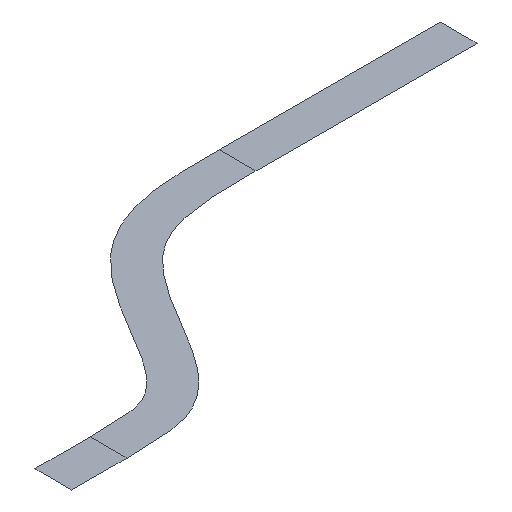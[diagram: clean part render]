
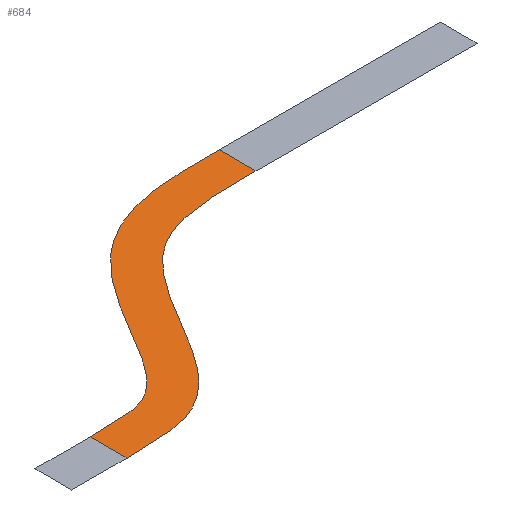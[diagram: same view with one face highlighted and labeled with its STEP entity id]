
A CAD part, isometric view. The second image highlights one B-rep face of the part: STEP entity #684.
In plain terms, the highlighted planar face has unit normal (0, 0, 1).
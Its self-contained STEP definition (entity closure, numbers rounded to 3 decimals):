
#684 = ADVANCED_FACE('',(#685),#721,.T.);
#685 = FACE_BOUND('',#686,.T.);
#686 = EDGE_LOOP('',(#687,#754,#770,#830));
#687 = ORIENTED_EDGE('',*,*,#688,.F.);
#688 = EDGE_CURVE('',#689,#691,#693,.T.);
#689 = VERTEX_POINT('',#690);
#690 = CARTESIAN_POINT('',(1.5,0.5,0.));
#691 = VERTEX_POINT('',#692);
#692 = CARTESIAN_POINT('',(10.,5.5,0.));
#693 = SURFACE_CURVE('',#694,(#720),.PCURVE_S1.);
#694 = B_SPLINE_CURVE_WITH_KNOTS('',6,(#695,#696,#697,#698,#699,#700,
    #701,#702,#703,#704,#705,#706,#707,#708,#709,#710,#711,#712,#713,
    #714,#715,#716,#717,#718,#719),.UNSPECIFIED.,.F.,.F.,(7,6,6,6,7),(0.
    ,0.25,0.5,0.75,1.),.PIECEWISE_BEZIER_KNOTS.);
#695 = CARTESIAN_POINT('',(1.5,0.5,0.));
#696 = CARTESIAN_POINT('',(1.875,0.5,0.));
#697 = CARTESIAN_POINT('',(2.211,0.5,0.));
#698 = CARTESIAN_POINT('',(2.506,0.506,0.));
#699 = CARTESIAN_POINT('',(2.746,0.546,0.));
#700 = CARTESIAN_POINT('',(2.943,0.603,0.));
#701 = CARTESIAN_POINT('',(3.133,0.699,0.));
#702 = CARTESIAN_POINT('',(3.322,0.796,0.));
#703 = CARTESIAN_POINT('',(3.501,0.931,0.));
#704 = CARTESIAN_POINT('',(3.701,1.128,0.));
#705 = CARTESIAN_POINT('',(3.908,1.409,0.));
#706 = CARTESIAN_POINT('',(4.123,1.749,0.));
#707 = CARTESIAN_POINT('',(4.353,2.132,0.));
#708 = CARTESIAN_POINT('',(4.582,2.515,0.));
#709 = CARTESIAN_POINT('',(4.828,2.942,0.));
#710 = CARTESIAN_POINT('',(5.093,3.39,0.));
#711 = CARTESIAN_POINT('',(5.392,3.835,0.));
#712 = CARTESIAN_POINT('',(5.747,4.252,0.));
#713 = CARTESIAN_POINT('',(6.18,4.606,0.));
#714 = CARTESIAN_POINT('',(6.613,4.959,0.));
#715 = CARTESIAN_POINT('',(7.12,5.252,0.));
#716 = CARTESIAN_POINT('',(7.73,5.435,0.));
#717 = CARTESIAN_POINT('',(8.378,5.497,0.));
#718 = CARTESIAN_POINT('',(9.125,5.501,0.));
#719 = CARTESIAN_POINT('',(10.,5.5,0.));
#720 = PCURVE('',#721,#726);
#721 = PLANE('',#722);
#722 = AXIS2_PLACEMENT_3D('',#723,#724,#725);
#723 = CARTESIAN_POINT('',(5.054,2.226,0.));
#724 = DIRECTION('',(0.,-0.,1.));
#725 = DIRECTION('',(0.655,-0.756,-0.));
#726 = DEFINITIONAL_REPRESENTATION('',(#727),#753);
#727 = B_SPLINE_CURVE_WITH_KNOTS('',6,(#728,#729,#730,#731,#732,#733,
    #734,#735,#736,#737,#738,#739,#740,#741,#742,#743,#744,#745,#746,
    #747,#748,#749,#750,#751,#752),.UNSPECIFIED.,.F.,.F.,(7,6,6,6,7),(0.
    ,0.25,0.5,0.75,1.),.PIECEWISE_BEZIER_KNOTS.);
#728 = CARTESIAN_POINT('',(-1.023,-3.817));
#729 = CARTESIAN_POINT('',(-0.777,-3.533));
#730 = CARTESIAN_POINT('',(-0.557,-3.279));
#731 = CARTESIAN_POINT('',(-0.368,-3.052));
#732 = CARTESIAN_POINT('',(-0.242,-2.845));
#733 = CARTESIAN_POINT('',(-0.155,-2.659));
#734 = CARTESIAN_POINT('',(-0.104,-2.452));
#735 = CARTESIAN_POINT('',(-0.053,-2.246));
#736 = CARTESIAN_POINT('',(-0.038,-2.022));
#737 = CARTESIAN_POINT('',(-0.056,-1.742));
#738 = CARTESIAN_POINT('',(-0.134,-1.402));
#739 = CARTESIAN_POINT('',(-0.249,-1.017));
#740 = CARTESIAN_POINT('',(-0.389,-0.592));
#741 = CARTESIAN_POINT('',(-0.528,-0.168));
#742 = CARTESIAN_POINT('',(-0.69,0.297));
#743 = CARTESIAN_POINT('',(-0.854,0.791));
#744 = CARTESIAN_POINT('',(-0.995,1.309));
#745 = CARTESIAN_POINT('',(-1.078,1.85));
#746 = CARTESIAN_POINT('',(-1.062,2.409));
#747 = CARTESIAN_POINT('',(-1.045,2.968));
#748 = CARTESIAN_POINT('',(-0.935,3.542));
#749 = CARTESIAN_POINT('',(-0.674,4.123));
#750 = CARTESIAN_POINT('',(-0.297,4.654));
#751 = CARTESIAN_POINT('',(0.19,5.221));
#752 = CARTESIAN_POINT('',(0.763,5.882));
#753 = ( GEOMETRIC_REPRESENTATION_CONTEXT(2) 
PARAMETRIC_REPRESENTATION_CONTEXT() REPRESENTATION_CONTEXT('2D SPACE',''
  ) );
#754 = ORIENTED_EDGE('',*,*,#755,.T.);
#755 = EDGE_CURVE('',#689,#756,#758,.T.);
#756 = VERTEX_POINT('',#757);
#757 = CARTESIAN_POINT('',(1.5,-0.5,0.));
#758 = SURFACE_CURVE('',#759,(#763),.PCURVE_S1.);
#759 = LINE('',#760,#761);
#760 = CARTESIAN_POINT('',(1.5,0.5,0.));
#761 = VECTOR('',#762,1.);
#762 = DIRECTION('',(0.,-1.,0.));
#763 = PCURVE('',#721,#764);
#764 = DEFINITIONAL_REPRESENTATION('',(#765),#769);
#765 = LINE('',#766,#767);
#766 = CARTESIAN_POINT('',(-1.023,-3.817));
#767 = VECTOR('',#768,1.);
#768 = DIRECTION('',(0.756,-0.655));
#769 = ( GEOMETRIC_REPRESENTATION_CONTEXT(2) 
PARAMETRIC_REPRESENTATION_CONTEXT() REPRESENTATION_CONTEXT('2D SPACE',''
  ) );
#770 = ORIENTED_EDGE('',*,*,#771,.T.);
#771 = EDGE_CURVE('',#756,#772,#774,.T.);
#772 = VERTEX_POINT('',#773);
#773 = CARTESIAN_POINT('',(10.,4.5,0.));
#774 = SURFACE_CURVE('',#775,(#801),.PCURVE_S1.);
#775 = B_SPLINE_CURVE_WITH_KNOTS('',6,(#776,#777,#778,#779,#780,#781,
    #782,#783,#784,#785,#786,#787,#788,#789,#790,#791,#792,#793,#794,
    #795,#796,#797,#798,#799,#800),.UNSPECIFIED.,.F.,.F.,(7,6,6,6,7),(0.
    ,0.25,0.5,0.75,1.),.PIECEWISE_BEZIER_KNOTS.);
#776 = CARTESIAN_POINT('',(1.5,-0.5,0.));
#777 = CARTESIAN_POINT('',(1.875,-0.5,0.));
#778 = CARTESIAN_POINT('',(2.227,-0.5,0.));
#779 = CARTESIAN_POINT('',(2.564,-0.491,0.));
#780 = CARTESIAN_POINT('',(2.91,-0.46,0.));
#781 = CARTESIAN_POINT('',(3.26,-0.358,0.));
#782 = CARTESIAN_POINT('',(3.587,-0.191,0.));
#783 = CARTESIAN_POINT('',(3.914,-0.025,0.));
#784 = CARTESIAN_POINT('',(4.222,0.21,0.));
#785 = CARTESIAN_POINT('',(4.487,0.505,0.));
#786 = CARTESIAN_POINT('',(4.733,0.841,0.));
#787 = CARTESIAN_POINT('',(4.971,1.22,0.));
#788 = CARTESIAN_POINT('',(5.21,1.618,0.));
#789 = CARTESIAN_POINT('',(5.449,2.016,0.));
#790 = CARTESIAN_POINT('',(5.688,2.433,0.));
#791 = CARTESIAN_POINT('',(5.938,2.853,0.));
#792 = CARTESIAN_POINT('',(6.205,3.243,0.));
#793 = CARTESIAN_POINT('',(6.493,3.57,0.));
#794 = CARTESIAN_POINT('',(6.813,3.832,0.));
#795 = CARTESIAN_POINT('',(7.133,4.094,0.));
#796 = CARTESIAN_POINT('',(7.49,4.287,0.));
#797 = CARTESIAN_POINT('',(7.888,4.424,0.));
#798 = CARTESIAN_POINT('',(8.434,4.503,0.));
#799 = CARTESIAN_POINT('',(9.125,4.499,0.));
#800 = CARTESIAN_POINT('',(10.,4.5,0.));
#801 = PCURVE('',#721,#802);
#802 = DEFINITIONAL_REPRESENTATION('',(#803),#829);
#803 = B_SPLINE_CURVE_WITH_KNOTS('',6,(#804,#805,#806,#807,#808,#809,
    #810,#811,#812,#813,#814,#815,#816,#817,#818,#819,#820,#821,#822,
    #823,#824,#825,#826,#827,#828),.UNSPECIFIED.,.F.,.F.,(7,6,6,6,7),(0.
    ,0.25,0.5,0.75,1.),.PIECEWISE_BEZIER_KNOTS.);
#804 = CARTESIAN_POINT('',(-0.267,-4.472));
#805 = CARTESIAN_POINT('',(-0.021,-4.188));
#806 = CARTESIAN_POINT('',(0.209,-3.923));
#807 = CARTESIAN_POINT('',(0.423,-3.661));
#808 = CARTESIAN_POINT('',(0.627,-3.379));
#809 = CARTESIAN_POINT('',(0.779,-3.048));
#810 = CARTESIAN_POINT('',(0.867,-2.692));
#811 = CARTESIAN_POINT('',(0.955,-2.336));
#812 = CARTESIAN_POINT('',(0.979,-1.949));
#813 = CARTESIAN_POINT('',(0.929,-1.556));
#814 = CARTESIAN_POINT('',(0.837,-1.15));
#815 = CARTESIAN_POINT('',(0.706,-0.722));
#816 = CARTESIAN_POINT('',(0.562,-0.281));
#817 = CARTESIAN_POINT('',(0.417,0.161));
#818 = CARTESIAN_POINT('',(0.258,0.614));
#819 = CARTESIAN_POINT('',(0.105,1.078));
#820 = CARTESIAN_POINT('',(-0.015,1.535));
#821 = CARTESIAN_POINT('',(-0.074,1.967));
#822 = CARTESIAN_POINT('',(-0.062,2.38));
#823 = CARTESIAN_POINT('',(-0.051,2.794));
#824 = CARTESIAN_POINT('',(0.037,3.19));
#825 = CARTESIAN_POINT('',(0.194,3.58));
#826 = CARTESIAN_POINT('',(0.492,4.045));
#827 = CARTESIAN_POINT('',(0.947,4.565));
#828 = CARTESIAN_POINT('',(1.519,5.227));
#829 = ( GEOMETRIC_REPRESENTATION_CONTEXT(2) 
PARAMETRIC_REPRESENTATION_CONTEXT() REPRESENTATION_CONTEXT('2D SPACE',''
  ) );
#830 = ORIENTED_EDGE('',*,*,#831,.F.);
#831 = EDGE_CURVE('',#691,#772,#832,.T.);
#832 = SURFACE_CURVE('',#833,(#836),.PCURVE_S1.);
#833 = B_SPLINE_CURVE_WITH_KNOTS('',1,(#834,#835),.UNSPECIFIED.,.F.,.F.,
  (2,2),(0.,1.),.PIECEWISE_BEZIER_KNOTS.);
#834 = CARTESIAN_POINT('',(10.,5.5,0.));
#835 = CARTESIAN_POINT('',(10.,4.5,0.));
#836 = PCURVE('',#721,#837);
#837 = DEFINITIONAL_REPRESENTATION('',(#838),#841);
#838 = B_SPLINE_CURVE_WITH_KNOTS('',1,(#839,#840),.UNSPECIFIED.,.F.,.F.,
  (2,2),(0.,1.),.PIECEWISE_BEZIER_KNOTS.);
#839 = CARTESIAN_POINT('',(0.763,5.882));
#840 = CARTESIAN_POINT('',(1.519,5.227));
#841 = ( GEOMETRIC_REPRESENTATION_CONTEXT(2) 
PARAMETRIC_REPRESENTATION_CONTEXT() REPRESENTATION_CONTEXT('2D SPACE',''
  ) );
